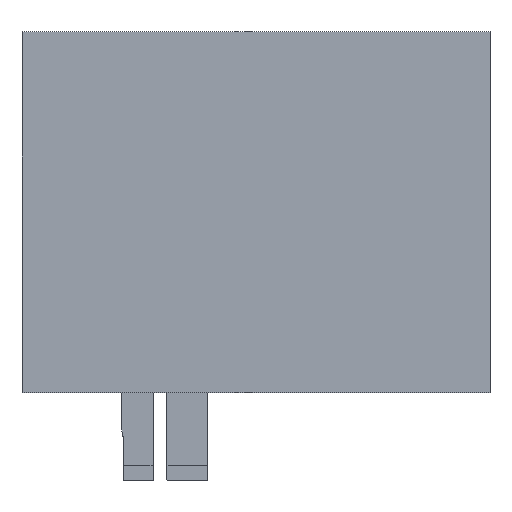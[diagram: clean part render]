
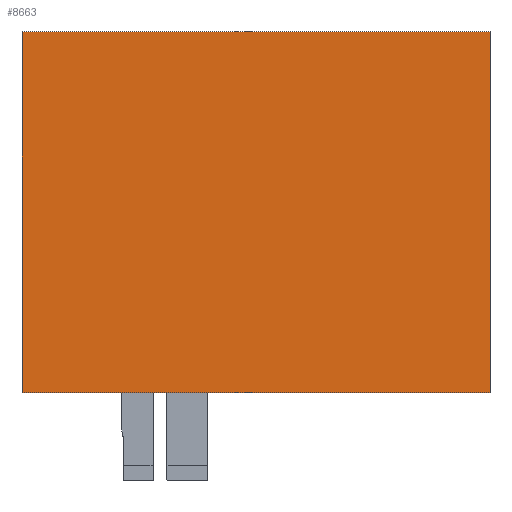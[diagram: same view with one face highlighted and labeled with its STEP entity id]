
A CAD part, top view. The second image highlights one B-rep face of the part: STEP entity #8663.
In plain terms, the highlighted planar face has unit normal (0, 0, 1).
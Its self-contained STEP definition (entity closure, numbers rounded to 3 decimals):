
#495=PLANE('',#9107);
#907=FACE_OUTER_BOUND('',#1321,.T.);
#1321=EDGE_LOOP('',(#8242,#8243,#8244,#8245));
#2522=LINE('',#13600,#3734);
#2526=LINE('',#13608,#3738);
#2529=LINE('',#13614,#3741);
#2532=LINE('',#13619,#3744);
#3734=VECTOR('',#11148,10.);
#3738=VECTOR('',#11154,10.);
#3741=VECTOR('',#11159,10.);
#3744=VECTOR('',#11164,10.);
#4566=VERTEX_POINT('',#13598);
#4567=VERTEX_POINT('',#13599);
#4570=VERTEX_POINT('',#13607);
#4572=VERTEX_POINT('',#13613);
#5786=EDGE_CURVE('',#4566,#4567,#2522,.T.);
#5790=EDGE_CURVE('',#4567,#4570,#2526,.T.);
#5793=EDGE_CURVE('',#4570,#4572,#2529,.T.);
#5796=EDGE_CURVE('',#4572,#4566,#2532,.T.);
#8242=ORIENTED_EDGE('',*,*,#5796,.T.);
#8243=ORIENTED_EDGE('',*,*,#5786,.T.);
#8244=ORIENTED_EDGE('',*,*,#5790,.T.);
#8245=ORIENTED_EDGE('',*,*,#5793,.T.);
#8663=ADVANCED_FACE('',(#907),#495,.T.);
#9107=AXIS2_PLACEMENT_3D('',#13622,#11168,#11169);
#11148=DIRECTION('',(-1.,0.,0.));
#11154=DIRECTION('',(0.,-1.,0.));
#11159=DIRECTION('',(1.,0.,0.));
#11164=DIRECTION('',(0.,1.,0.));
#11168=DIRECTION('center_axis',(0.,0.,1.));
#11169=DIRECTION('ref_axis',(1.,0.,0.));
#13598=CARTESIAN_POINT('',(159.68,121.39,0.));
#13599=CARTESIAN_POINT('',(-160.32,121.39,0.));
#13600=CARTESIAN_POINT('',(159.68,121.39,0.));
#13607=CARTESIAN_POINT('',(-160.32,-125.31,0.));
#13608=CARTESIAN_POINT('',(-160.32,121.39,0.));
#13613=CARTESIAN_POINT('',(159.68,-125.31,0.));
#13614=CARTESIAN_POINT('',(-160.32,-125.31,0.));
#13619=CARTESIAN_POINT('',(159.68,-125.31,0.));
#13622=CARTESIAN_POINT('Origin',(-0.02,0.,
0.));
